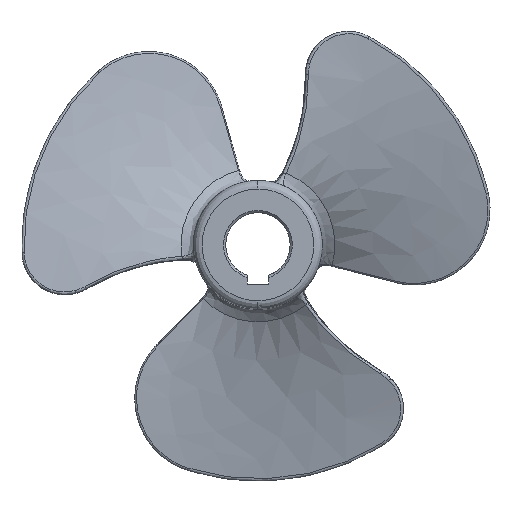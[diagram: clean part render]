
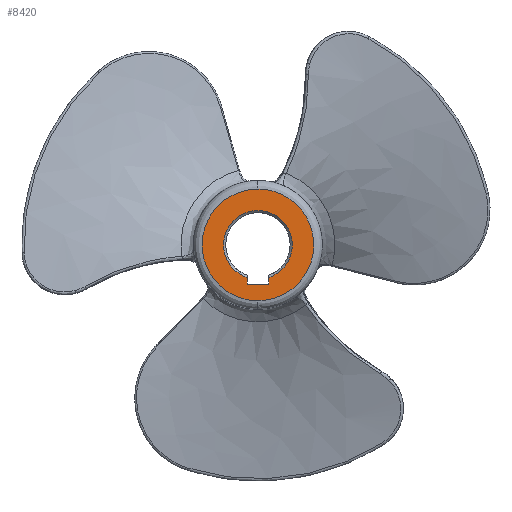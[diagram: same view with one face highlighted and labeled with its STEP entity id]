
A CAD part, front view. The second image highlights one B-rep face of the part: STEP entity #8420.
In plain terms, the highlighted free-form (B-spline) face has degree [1, 1] with [2, 2] control points.
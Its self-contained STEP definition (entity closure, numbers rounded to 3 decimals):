
#69 = EDGE_CURVE('',#70,#72,#74,.T.);
#70 = VERTEX_POINT('',#71);
#71 = CARTESIAN_POINT('',(0.,-44.602,
    -21.084));
#72 = VERTEX_POINT('',#73);
#73 = CARTESIAN_POINT('',(0.,-44.602,21.084));
#74 = ( BOUNDED_CURVE() B_SPLINE_CURVE(2,(#75,#76,#77,#78,#79),
.UNSPECIFIED.,.F.,.F.) B_SPLINE_CURVE_WITH_KNOTS((3,2,3),(3.142,
4.712,6.283),.PIECEWISE_BEZIER_KNOTS.) CURVE() 
GEOMETRIC_REPRESENTATION_ITEM() RATIONAL_B_SPLINE_CURVE((1.,
0.707,1.,0.707,1.)) REPRESENTATION_ITEM('') );
#75 = CARTESIAN_POINT('',(0.,-44.602,
    -21.084));
#76 = CARTESIAN_POINT('',(21.084,-44.602,
    -21.084));
#77 = CARTESIAN_POINT('',(21.084,-44.602,
    0.));
#78 = CARTESIAN_POINT('',(21.084,-44.602,
    21.084));
#79 = CARTESIAN_POINT('',(0.,-44.602,
    21.084));
#8420 = ADVANCED_FACE('',(#8421,#8432),#8467,.F.);
#8421 = FACE_BOUND('',#8422,.T.);
#8422 = EDGE_LOOP('',(#8423,#8431));
#8423 = ORIENTED_EDGE('',*,*,#8424,.T.);
#8424 = EDGE_CURVE('',#72,#70,#8425,.T.);
#8425 = ( BOUNDED_CURVE() B_SPLINE_CURVE(2,(#8426,#8427,#8428,#8429,
#8430),.UNSPECIFIED.,.F.,.F.) B_SPLINE_CURVE_WITH_KNOTS((3,2,3),(0.,
1.571,3.142),.PIECEWISE_BEZIER_KNOTS.) CURVE() 
GEOMETRIC_REPRESENTATION_ITEM() RATIONAL_B_SPLINE_CURVE((1.,
0.707,1.,0.707,1.)) REPRESENTATION_ITEM('') );
#8426 = CARTESIAN_POINT('',(0.,-44.602,21.084));
#8427 = CARTESIAN_POINT('',(-21.084,-44.602,
    21.084));
#8428 = CARTESIAN_POINT('',(-21.084,-44.602,
    0.));
#8429 = CARTESIAN_POINT('',(-21.084,-44.602,
    -21.084));
#8430 = CARTESIAN_POINT('',(0.,-44.602,
    -21.084));
#8431 = ORIENTED_EDGE('',*,*,#69,.T.);
#8432 = FACE_BOUND('',#8433,.T.);
#8433 = EDGE_LOOP('',(#8434,#8443,#8455,#8462));
#8434 = ORIENTED_EDGE('',*,*,#8435,.T.);
#8435 = EDGE_CURVE('',#8436,#8438,#8440,.T.);
#8436 = VERTEX_POINT('',#8437);
#8437 = CARTESIAN_POINT('',(-4.055,-44.602,
    -14.84));
#8438 = VERTEX_POINT('',#8439);
#8439 = CARTESIAN_POINT('',(-4.055,-44.602,
    -12.325));
#8440 = B_SPLINE_CURVE_WITH_KNOTS('',1,(#8441,#8442),.UNSPECIFIED.,.F.,
  .F.,(2,2),(-18.3,-15.199),.PIECEWISE_BEZIER_KNOTS.);
#8441 = CARTESIAN_POINT('',(-4.055,-44.602,
    -14.84));
#8442 = CARTESIAN_POINT('',(-4.055,-44.602,
    -12.325));
#8443 = ORIENTED_EDGE('',*,*,#8444,.T.);
#8444 = EDGE_CURVE('',#8438,#8445,#8447,.T.);
#8445 = VERTEX_POINT('',#8446);
#8446 = CARTESIAN_POINT('',(4.055,-44.602,
    -12.325));
#8447 = ( BOUNDED_CURVE() B_SPLINE_CURVE(2,(#8448,#8449,#8450,#8451,
#8452,#8453,#8454),.UNSPECIFIED.,.F.,.F.) B_SPLINE_CURVE_WITH_KNOTS((3,2
    ,2,3),(3.459,5.342,7.224,9.107),
.PIECEWISE_BEZIER_KNOTS.) CURVE() GEOMETRIC_REPRESENTATION_ITEM() 
RATIONAL_B_SPLINE_CURVE((1.,0.589,1.,0.589,1.,
0.589,1.)) REPRESENTATION_ITEM('') );
#8448 = CARTESIAN_POINT('',(-4.055,-44.602,
    -12.325));
#8449 = CARTESIAN_POINT('',(-20.975,-44.602,
    -6.759));
#8450 = CARTESIAN_POINT('',(-10.488,-44.602,
    7.639));
#8451 = CARTESIAN_POINT('',(0.,-44.602,
    22.037));
#8452 = CARTESIAN_POINT('',(10.488,-44.602,
    7.639));
#8453 = CARTESIAN_POINT('',(20.975,-44.602,
    -6.759));
#8454 = CARTESIAN_POINT('',(4.055,-44.602,
    -12.325));
#8455 = ORIENTED_EDGE('',*,*,#8456,.T.);
#8456 = EDGE_CURVE('',#8445,#8457,#8459,.T.);
#8457 = VERTEX_POINT('',#8458);
#8458 = CARTESIAN_POINT('',(4.055,-44.602,
    -14.84));
#8459 = B_SPLINE_CURVE_WITH_KNOTS('',1,(#8460,#8461),.UNSPECIFIED.,.F.,
  .F.,(2,2),(15.199,18.3),.PIECEWISE_BEZIER_KNOTS.);
#8460 = CARTESIAN_POINT('',(4.055,-44.602,
    -12.325));
#8461 = CARTESIAN_POINT('',(4.055,-44.602,
    -14.84));
#8462 = ORIENTED_EDGE('',*,*,#8463,.T.);
#8463 = EDGE_CURVE('',#8457,#8436,#8464,.T.);
#8464 = B_SPLINE_CURVE_WITH_KNOTS('',1,(#8465,#8466),.UNSPECIFIED.,.F.,
  .F.,(2,2),(-10.,0.),.PIECEWISE_BEZIER_KNOTS.);
#8465 = CARTESIAN_POINT('',(4.055,-44.602,
    -14.84));
#8466 = CARTESIAN_POINT('',(-4.055,-44.602,
    -14.84));
#8467 = B_SPLINE_SURFACE_WITH_KNOTS('',1,1,(
    (#8468,#8469)
    ,(#8470,#8471
    )),.UNSPECIFIED.,.F.,.F.,.F.,(2,2),(2,2),(-26.,26.),(-26.,26.),
  .PIECEWISE_BEZIER_KNOTS.);
#8468 = CARTESIAN_POINT('',(-21.084,-44.602,
    -21.084));
#8469 = CARTESIAN_POINT('',(21.084,-44.602,
    -21.084));
#8470 = CARTESIAN_POINT('',(-21.084,-44.602,
    21.084));
#8471 = CARTESIAN_POINT('',(21.084,-44.602,
    21.084));
